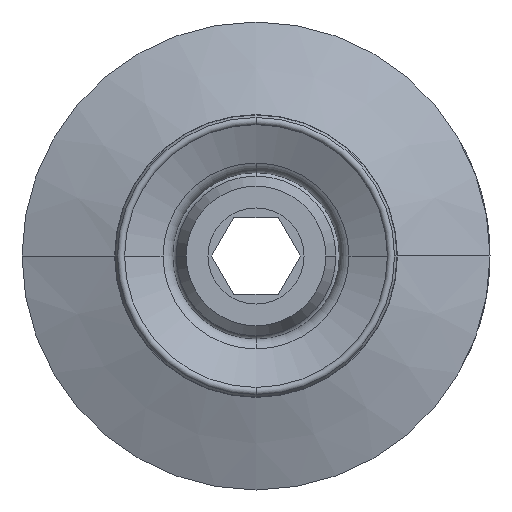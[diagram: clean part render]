
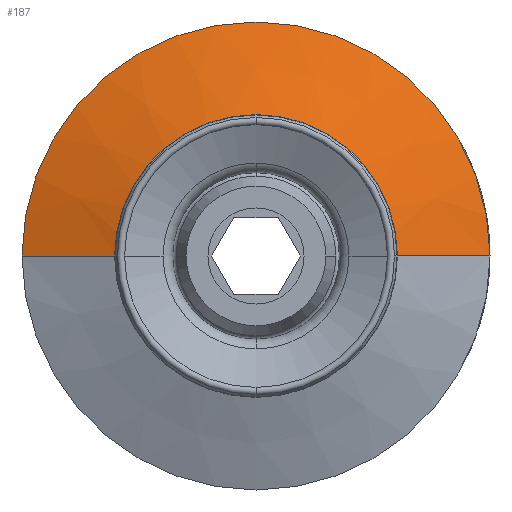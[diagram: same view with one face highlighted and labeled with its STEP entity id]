
A CAD part, front view. The second image highlights one B-rep face of the part: STEP entity #187.
In plain terms, the highlighted conical face has half-angle 70 degrees and reference radius 18.25 mm.
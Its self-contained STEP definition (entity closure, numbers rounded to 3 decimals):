
#187=ADVANCED_FACE('',(#492),#493,.T.);
#492=FACE_OUTER_BOUND('',#921,.T.);
#493=CONICAL_SURFACE('',#922,18.25,1.222);
#921=EDGE_LOOP('',(#3287,#3288,#3289,#3290,#3291));
#922=AXIS2_PLACEMENT_3D('',#3292,#3293,#3294);
#3287=ORIENTED_EDGE('',*,*,#4412,.F.);
#3288=ORIENTED_EDGE('',*,*,#4413,.T.);
#3289=ORIENTED_EDGE('',*,*,#4414,.T.);
#3290=ORIENTED_EDGE('',*,*,#4415,.F.);
#3291=ORIENTED_EDGE('',*,*,#4389,.F.);
#3292=CARTESIAN_POINT('',(0.,-6.5,0.0));
#3293=DIRECTION('',(0.0,1.0,-0.0));
#3294=DIRECTION('',(-1.0,0.0,0.0));
#4389=EDGE_CURVE('',#4922,#4925,#4926,.T.);
#4412=EDGE_CURVE('',#4968,#4922,#4969,.T.);
#4413=EDGE_CURVE('',#4968,#4970,#4971,.T.);
#4414=EDGE_CURVE('',#4970,#4972,#4973,.T.);
#4415=EDGE_CURVE('',#4925,#4972,#4974,.T.);
#4922=VERTEX_POINT('',#5663);
#4925=VERTEX_POINT('',#5667);
#4926=CIRCLE('',#5668,18.25);
#4968=VERTEX_POINT('',#6783);
#4969=LINE('',#6784,#6785);
#4970=VERTEX_POINT('',#6786);
#4971=CIRCLE('',#6787,11.029);
#4972=VERTEX_POINT('',#6788);
#4973=CIRCLE('',#6789,11.029);
#4974=LINE('',#6790,#6791);
#5663=CARTESIAN_POINT('',(-18.25,-6.5,0.0));
#5667=CARTESIAN_POINT('',(18.25,-6.5,0.));
#5668=AXIS2_PLACEMENT_3D('',#8687,#8688,#8689);
#6783=CARTESIAN_POINT('',(-11.029,-9.128,0.0));
#6784=CARTESIAN_POINT('',(-18.25,-6.5,0.));
#6785=VECTOR('',#8704,1.0);
#6786=CARTESIAN_POINT('',(0.,-9.128,11.029));
#6787=AXIS2_PLACEMENT_3D('',#8705,#8706,#8707);
#6788=CARTESIAN_POINT('',(11.029,-9.128,0.));
#6789=AXIS2_PLACEMENT_3D('',#8708,#8709,#8710);
#6790=CARTESIAN_POINT('',(18.25,-6.5,0.));
#6791=VECTOR('',#8711,1.0);
#8687=CARTESIAN_POINT('',(0.,-6.5,0.0));
#8688=DIRECTION('',(0.0,1.0,0.0));
#8689=DIRECTION('',(-1.0,0.0,0.0));
#8704=DIRECTION('',(-0.94,0.342,0.));
#8705=CARTESIAN_POINT('',(0.,-9.128,0.0));
#8706=DIRECTION('',(0.0,1.0,0.0));
#8707=DIRECTION('',(-1.0,0.0,0.0));
#8708=CARTESIAN_POINT('',(0.,-9.128,0.0));
#8709=DIRECTION('',(0.0,1.0,0.0));
#8710=DIRECTION('',(-1.0,0.0,0.0));
#8711=DIRECTION('',(-0.94,-0.342,0.));
